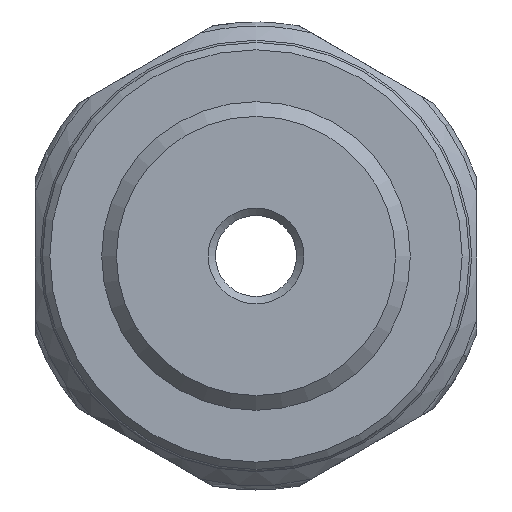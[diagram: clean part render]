
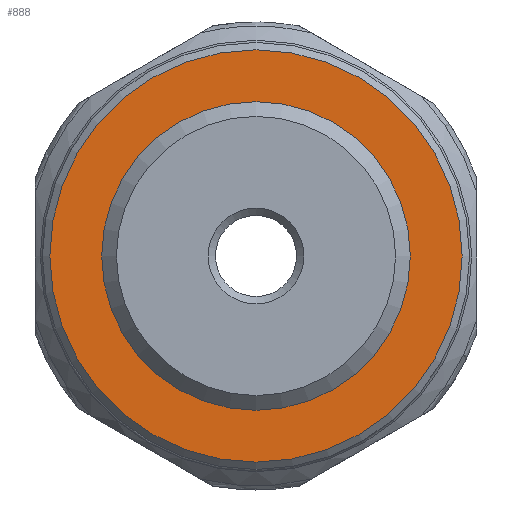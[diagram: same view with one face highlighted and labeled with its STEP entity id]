
A CAD part, front view. The second image highlights one B-rep face of the part: STEP entity #888.
In plain terms, the highlighted planar face has unit normal (0, -1, 0).
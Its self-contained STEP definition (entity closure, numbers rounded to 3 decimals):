
#21=PLANE('',#964);
#179=ORIENTED_EDGE('',*,*,#314,.T.);
#180=ORIENTED_EDGE('',*,*,#313,.F.);
#313=EDGE_CURVE('',#372,#372,#413,.T.);
#314=EDGE_CURVE('',#373,#373,#414,.T.);
#372=VERTEX_POINT('',#1490);
#373=VERTEX_POINT('',#1493);
#413=CIRCLE('',#963,10.478);
#414=CIRCLE('',#965,14.);
#452=EDGE_LOOP('',(#179));
#453=EDGE_LOOP('',(#180));
#518=FACE_BOUND('',#452,.T.);
#519=FACE_BOUND('',#453,.T.);
#888=ADVANCED_FACE('',(#518,#519),#21,.T.);
#963=AXIS2_PLACEMENT_3D('',#1489,#1107,#1108);
#964=AXIS2_PLACEMENT_3D('',#1491,#1109,#1110);
#965=AXIS2_PLACEMENT_3D('',#1492,#1111,#1112);
#1107=DIRECTION('',(0.,-1.,0.));
#1108=DIRECTION('',(0.,0.,-1.));
#1109=DIRECTION('',(0.,-1.,0.));
#1110=DIRECTION('',(0.,0.,-1.));
#1111=DIRECTION('',(0.,-1.,0.));
#1112=DIRECTION('',(0.,0.,-1.));
#1489=CARTESIAN_POINT('',(0.,16.,0.));
#1490=CARTESIAN_POINT('',(0.,16.,-10.478));
#1491=CARTESIAN_POINT('',(0.,16.,10.478));
#1492=CARTESIAN_POINT('',(0.,16.,0.));
#1493=CARTESIAN_POINT('',(0.,16.,-14.));
